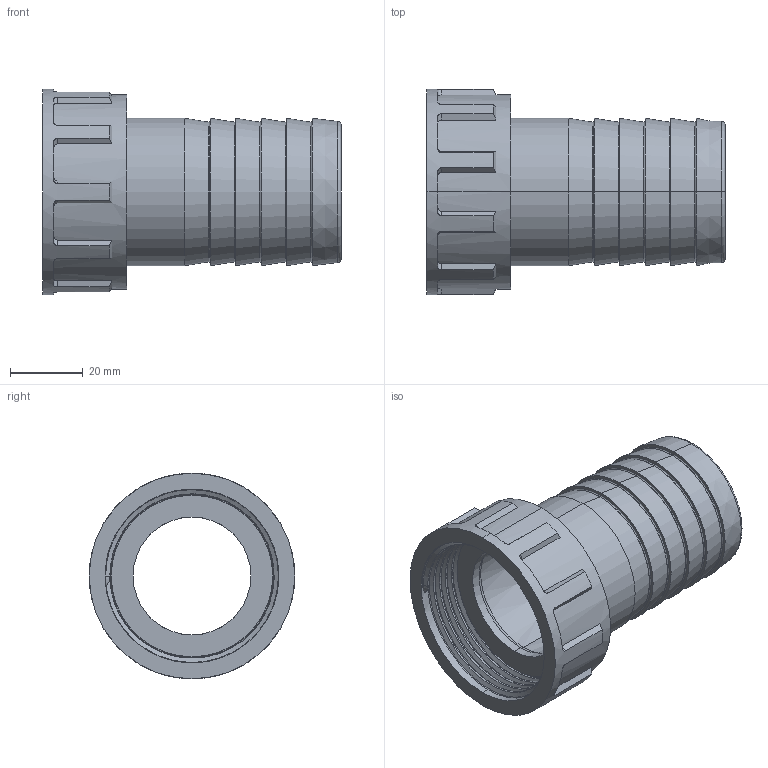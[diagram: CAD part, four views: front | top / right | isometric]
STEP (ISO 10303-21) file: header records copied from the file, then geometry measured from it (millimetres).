
FILE_DESCRIPTION (( 'STEP AP203' ), '1' );
FILE_NAME ('00120_1140.STEP', '2017-05-10T13:58:07', ( '' ), ( '' ), 'SwSTEP 2.0', 'SolidWorks 2011', '' );
FILE_SCHEMA (( 'CONFIG_CONTROL_DESIGN' ));
Length unit declared in the file: millimetre
Products named in the file (4): 00120_1140; 00125_1111; 00122_1111; 00123_1140
Assembly tree (3 placements, depth 2):
  00120_1140
    00122_1111
    00125_1111
    00123_1140
Bounding box: 82 x 56.5 x 56.5 mm (x, y, z)
Volume: 45087.6 mm3; surface area: 30699.4 mm2
Topology: 3 solids, 3 shells, 151 faces, 384 edges, 246 vertices
Faces by surface type: cylinder 50, plane 43, torus 27, cone 26, bspline 5
Entity records: 8965 total; most frequent: CARTESIAN_POINT 5024, ORIENTED_EDGE 768, DIRECTION 734, EDGE_CURVE 384, AXIS2_PLACEMENT_3D 304, VERTEX_POINT 246, EDGE_LOOP 164, CIRCLE 152
